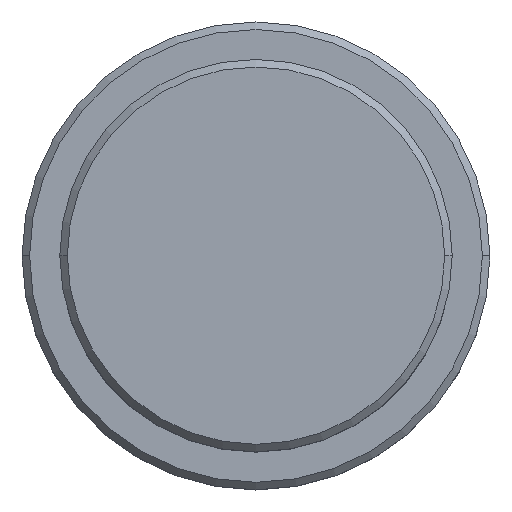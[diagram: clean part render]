
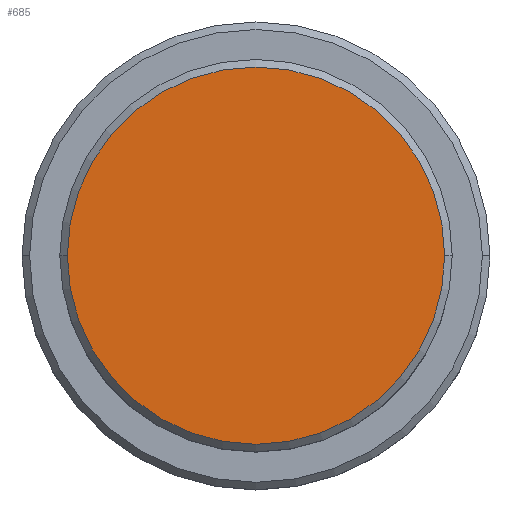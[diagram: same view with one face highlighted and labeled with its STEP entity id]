
A CAD part, top view. The second image highlights one B-rep face of the part: STEP entity #685.
In plain terms, the highlighted planar face has unit normal (0, 0, 1).
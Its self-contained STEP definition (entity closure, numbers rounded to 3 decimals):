
#112 = VERTEX_POINT ( 'NONE', #795 ) ;
#166 = DIRECTION ( 'NONE',  ( 1., 0., 0. ) ) ;
#169 = AXIS2_PLACEMENT_3D ( 'NONE', #1056, #971, #1158 ) ;
#201 = DIRECTION ( 'NONE',  ( 1., 0., 0. ) ) ;
#275 = CARTESIAN_POINT ( 'NONE',  ( -12.5, 0., 0. ) ) ;
#370 = CIRCLE ( 'NONE', #169, 12.5 ) ;
#377 = CARTESIAN_POINT ( 'NONE',  ( 0., 0., 0. ) ) ;
#408 = CIRCLE ( 'NONE', #1127, 12.5 ) ;
#411 = ORIENTED_EDGE ( 'NONE', *, *, #1316, .T. ) ;
#667 = VERTEX_POINT ( 'NONE', #275 ) ;
#685 = ADVANCED_FACE ( 'NONE', ( #1021 ), #728, .T. ) ;
#728 = PLANE ( 'NONE',  #844 ) ;
#795 = CARTESIAN_POINT ( 'NONE',  ( 12.5, 0., 0. ) ) ;
#833 = DIRECTION ( 'NONE',  ( 0., 0., 1. ) ) ;
#844 = AXIS2_PLACEMENT_3D ( 'NONE', #377, #833, #166 ) ;
#850 = EDGE_CURVE ( 'NONE', #112, #667, #370, .T. ) ;
#851 = DIRECTION ( 'NONE',  ( 0., 0., 1. ) ) ;
#971 = DIRECTION ( 'NONE',  ( 0., 0., 1. ) ) ;
#1021 = FACE_OUTER_BOUND ( 'NONE', #1342, .T. ) ;
#1052 = CARTESIAN_POINT ( 'NONE',  ( 0., 0., 0. ) ) ;
#1056 = CARTESIAN_POINT ( 'NONE',  ( 0., 0., 0. ) ) ;
#1127 = AXIS2_PLACEMENT_3D ( 'NONE', #1052, #851, #201 ) ;
#1158 = DIRECTION ( 'NONE',  ( 1., 0., 0. ) ) ;
#1316 = EDGE_CURVE ( 'NONE', #667, #112, #408, .T. ) ;
#1325 = ORIENTED_EDGE ( 'NONE', *, *, #850, .T. ) ;
#1342 = EDGE_LOOP ( 'NONE', ( #411, #1325 ) ) ;
